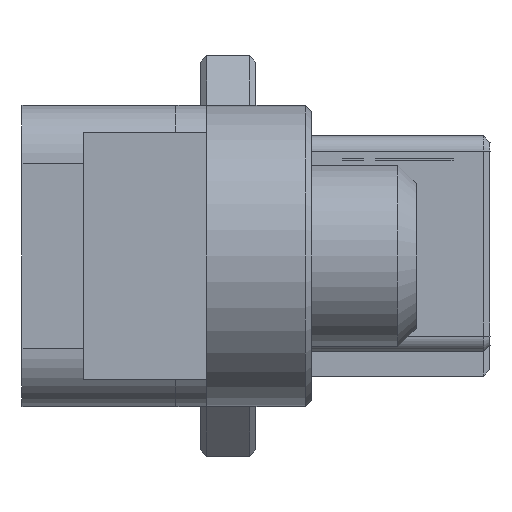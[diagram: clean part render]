
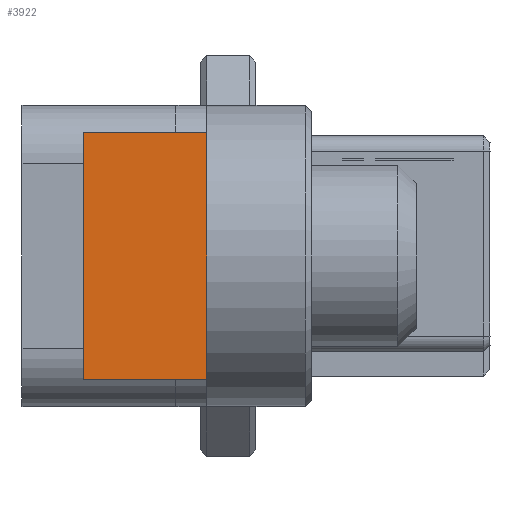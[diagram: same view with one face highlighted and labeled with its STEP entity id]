
A CAD part, left-side view. The second image highlights one B-rep face of the part: STEP entity #3922.
In plain terms, the highlighted face is planar.
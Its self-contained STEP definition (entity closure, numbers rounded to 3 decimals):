
#309=FACE_OUTER_BOUND('',#554,.T.);
#554=EDGE_LOOP('',(#3301,#3302,#3303,#3304));
#1035=LINE('',#6402,#1458);
#1041=LINE('',#6415,#1464);
#1042=LINE('',#6418,#1465);
#1043=LINE('',#6419,#1466);
#1458=VECTOR('',#5271,4.);
#1464=VECTOR('',#5283,2.);
#1465=VECTOR('',#5286,4.);
#1466=VECTOR('',#5287,2.);
#1846=VERTEX_POINT('',#6399);
#1847=VERTEX_POINT('',#6401);
#1851=VERTEX_POINT('',#6413);
#1852=VERTEX_POINT('',#6417);
#2346=EDGE_CURVE('',#1847,#1846,#1035,.T.);
#2353=EDGE_CURVE('',#1846,#1851,#1041,.T.);
#2354=EDGE_CURVE('',#1852,#1851,#1042,.T.);
#2355=EDGE_CURVE('',#1847,#1852,#1043,.T.);
#3301=ORIENTED_EDGE('',*,*,#2346,.T.);
#3302=ORIENTED_EDGE('',*,*,#2353,.T.);
#3303=ORIENTED_EDGE('',*,*,#2354,.F.);
#3304=ORIENTED_EDGE('',*,*,#2355,.F.);
#3716=PLANE('',#4363);
#3922=ADVANCED_FACE('',(#309),#3716,.T.);
#4363=AXIS2_PLACEMENT_3D('',#6416,#5284,#5285);
#5271=DIRECTION('',(1.,0.,0.));
#5283=DIRECTION('',(0.,-1.,0.));
#5284=DIRECTION('center_axis',(0.,0.,-1.));
#5285=DIRECTION('ref_axis',(1.,0.,0.));
#5286=DIRECTION('',(1.,0.,0.));
#5287=DIRECTION('',(0.,-1.,0.));
#6399=CARTESIAN_POINT('',(2.,0.6,-6.65));
#6401=CARTESIAN_POINT('',(-2.,0.6,-6.65));
#6402=CARTESIAN_POINT('',(-2.,0.6,-6.65));
#6413=CARTESIAN_POINT('',(2.,-1.4,-6.65));
#6415=CARTESIAN_POINT('',(2.,0.6,-6.65));
#6416=CARTESIAN_POINT('Origin',(-2.,0.6,-6.65));
#6417=CARTESIAN_POINT('',(-2.,-1.4,-6.65));
#6418=CARTESIAN_POINT('',(-2.,-1.4,-6.65));
#6419=CARTESIAN_POINT('',(-2.,0.6,-6.65));
